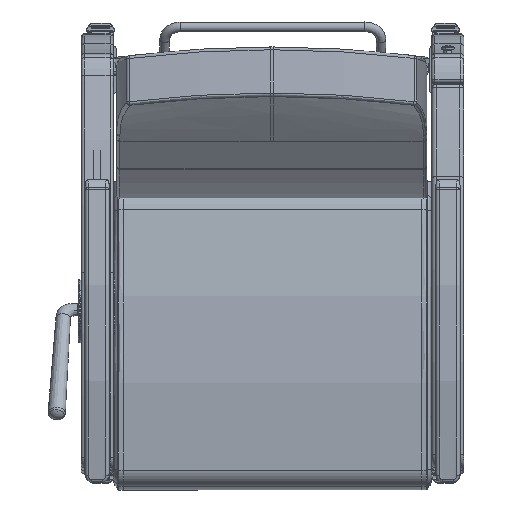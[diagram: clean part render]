
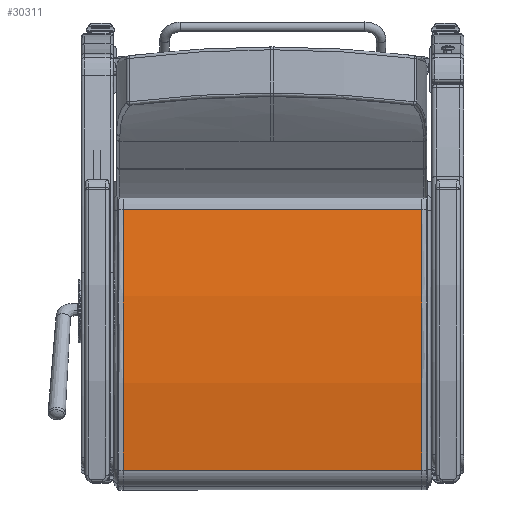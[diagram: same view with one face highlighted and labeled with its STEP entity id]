
A CAD part, front view. The second image highlights one B-rep face of the part: STEP entity #30311.
In plain terms, the highlighted free-form (B-spline) face has degree [1, 2] with [2, 3] control points.
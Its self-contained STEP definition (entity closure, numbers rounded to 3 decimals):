
#1230=(
BOUNDED_SURFACE()
B_SPLINE_SURFACE(1,2,((#46880,#46881,#46882),(#46883,#46884,#46885)),
 .UNSPECIFIED.,.F.,.F.,.F.)
B_SPLINE_SURFACE_WITH_KNOTS((2,2),(3,3),(-0.193,0.193),
(1.362,1.699),.UNSPECIFIED.)
GEOMETRIC_REPRESENTATION_ITEM()
RATIONAL_B_SPLINE_SURFACE(((1.,0.986,1.),(1.,0.986,
1.)))
REPRESENTATION_ITEM('')
SURFACE()
);
#1270=ELLIPSE('',#32552,60.054,60.);
#1282=ELLIPSE('',#32594,60.054,60.);
#3217=FACE_OUTER_BOUND('',#4987,.T.);
#4987=EDGE_LOOP('',(#21310,#21311,#21312,#21313));
#7066=LINE('',#46879,#9324);
#7067=LINE('',#46886,#9325);
#9324=VECTOR('',#36584,0.394);
#9325=VECTOR('',#36585,0.394);
#13256=VERTEX_POINT('',#46052);
#13257=VERTEX_POINT('',#46075);
#13297=VERTEX_POINT('',#46292);
#13298=VERTEX_POINT('',#46315);
#16399=EDGE_CURVE('',#13257,#13256,#1270,.T.);
#16458=EDGE_CURVE('',#13298,#13297,#1282,.T.);
#16538=EDGE_CURVE('',#13256,#13298,#7066,.T.);
#16539=EDGE_CURVE('',#13257,#13297,#7067,.T.);
#21310=ORIENTED_EDGE('',*,*,#16399,.F.);
#21311=ORIENTED_EDGE('',*,*,#16539,.T.);
#21312=ORIENTED_EDGE('',*,*,#16458,.F.);
#21313=ORIENTED_EDGE('',*,*,#16538,.F.);
#30311=ADVANCED_FACE('',(#3217),#1230,.F.);
#32552=AXIS2_PLACEMENT_3D('',#46077,#36337,#36338);
#32594=AXIS2_PLACEMENT_3D('',#46317,#36446,#36447);
#36337=DIRECTION('center_axis',(0.,0.,-1.));
#36338=DIRECTION('ref_axis',(1.,0.,0.));
#36446=DIRECTION('center_axis',(0.,0.,1.));
#36447=DIRECTION('ref_axis',(1.,0.,0.));
#36584=DIRECTION('',(0.,0.,1.));
#36585=DIRECTION('',(0.,0.,1.));
#46052=CARTESIAN_POINT('',(10.111,0.445,-11.563));
#46075=CARTESIAN_POINT('',(-10.045,1.256,-11.563));
#46077=CARTESIAN_POINT('Origin',(-2.35,-58.249,-11.563));
#46292=CARTESIAN_POINT('',(-10.045,1.256,11.563));
#46315=CARTESIAN_POINT('',(10.111,0.445,11.563));
#46317=CARTESIAN_POINT('Origin',(-2.35,-58.249,11.563));
#46879=CARTESIAN_POINT('',(10.111,0.445,0.));
#46880=CARTESIAN_POINT('Ctrl Pts',(10.111,0.445,-11.563));
#46881=CARTESIAN_POINT('Ctrl Pts',(0.103,2.566,-11.563));
#46882=CARTESIAN_POINT('Ctrl Pts',(-10.045,1.256,-11.563));
#46883=CARTESIAN_POINT('Ctrl Pts',(10.111,0.445,11.563));
#46884=CARTESIAN_POINT('Ctrl Pts',(0.103,2.566,11.563));
#46885=CARTESIAN_POINT('Ctrl Pts',(-10.045,1.256,11.563));
#46886=CARTESIAN_POINT('',(-10.045,1.256,0.));
